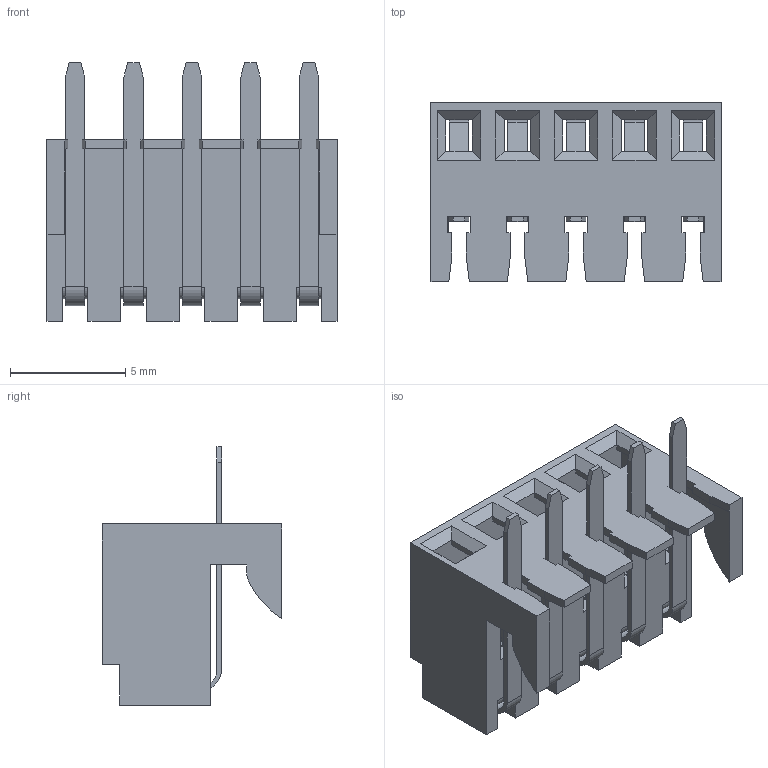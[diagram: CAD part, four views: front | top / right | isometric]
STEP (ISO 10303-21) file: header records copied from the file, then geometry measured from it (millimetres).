
FILE_DESCRIPTION(('FreeCAD Model'),'2;1');
FILE_NAME('Open CASCADE Shape Model','2024-11-03T17:25:58',(''),(''), 'Open CASCADE STEP processor 7.6','FreeCAD','Unknown');
FILE_SCHEMA(('AUTOMOTIVE_DESIGN { 1 0 10303 214 1 1 1 1 }'));
Length unit declared in the file: millimetre
Products named in the file (3): 022172052; SOLID; COMPOUND
Assembly tree (2 placements, depth 2):
  022172052
    SOLID
    COMPOUND
Bounding box: 12.6 x 7.8 x 11.23 mm (x, y, z)
Volume: 220.6 mm3; surface area: 925.7 mm2
Topology: 1 solids, 1 shells, 300 faces, 863 edges, 600 vertices
Faces by surface type: plane 251, cylinder 49
Entity records: 21173 total; most frequent: CARTESIAN_POINT 3844, DIRECTION 3231, LINE 2343, VECTOR 2343, ORIENTED_EDGE 1706, PCURVE 1706, DEFINITIONAL_REPRESENTATION 1706, EDGE_CURVE 853
